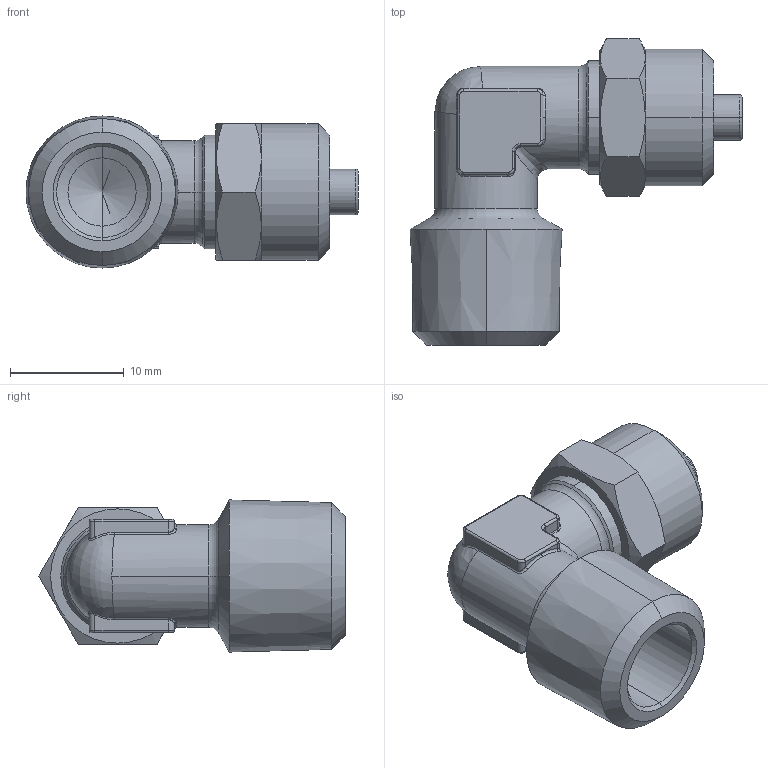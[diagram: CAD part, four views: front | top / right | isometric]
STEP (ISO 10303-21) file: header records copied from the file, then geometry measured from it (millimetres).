
FILE_DESCRIPTION (( 'STEP AP203' ), '1' );
FILE_NAME ('02060032.STEP', '2011-09-20T12:22:43', ( 'Flavio' ), ( '' ), 'SwSTEP 2.0', 'SolidWorks 2011', '' );
FILE_SCHEMA (( 'CONFIG_CONTROL_DESIGN' ));
Length unit declared in the file: millimetre
Products named in the file (1): 02060032
Bounding box: 29.19 x 26.93 x 13.37 mm (x, y, z)
Volume: 2925.6 mm3; surface area: 2420.4 mm2
Topology: 1 solids, 1 shells, 151 faces, 348 edges, 200 vertices
Faces by surface type: cylinder 52, cone 28, plane 25, torus 24, bspline 22
Entity records: 4975 total; most frequent: CARTESIAN_POINT 1623, DIRECTION 698, ORIENTED_EDGE 692, EDGE_CURVE 346, AXIS2_PLACEMENT_3D 293, VERTEX_POINT 200, CIRCLE 163, EDGE_LOOP 156
